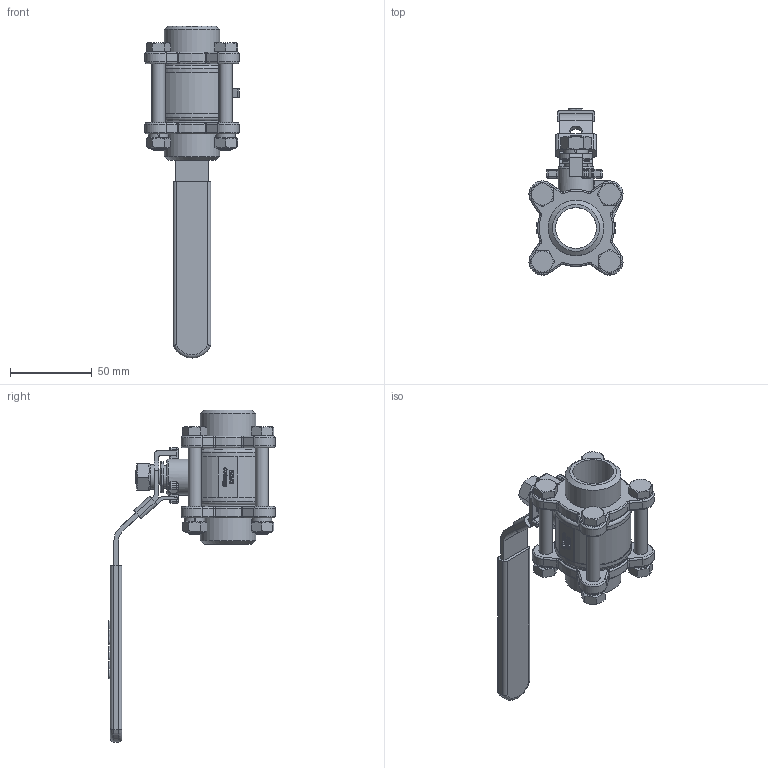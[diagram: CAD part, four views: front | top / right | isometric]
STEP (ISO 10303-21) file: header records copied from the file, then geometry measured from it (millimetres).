
FILE_DESCRIPTION(/* description */ ('791025'),/* implementation_level */ '2;1');
FILE_NAME(/* name */ '791025.stp',/* time_stamp */ '2019-10-02T13:23:30+02:00',/* author */ ('jmorand'),/* organization */ ('Sferaco'),/* preprocessor_version */ 'ST-DEVELOPER v18',/* originating_system */ 'Autodesk Inventor 2020',/* authorisation */ '');
FILE_SCHEMA (('AUTOMOTIVE_DESIGN { 1 0 10303 214 3 1 1 }'));
Length unit declared in the file: millimetre
Products named in the file (1): 791025C_ens_Shrinkwrap_1
Bounding box: 57.5 x 101.75 x 203 mm (x, y, z)
Volume: 133800.1 mm3; surface area: 67899.9 mm2
Topology: 22 solids, 22 shells, 1110 faces, 2801 edges, 1789 vertices
Faces by surface type: plane 471, bspline 289, cylinder 196, torus 86, cone 52, sphere 16
Full cylindrical faces by diameter (mm): 6.647 x4, 7.5 x1, 8 x4, 8.376 x1, 8.5 x9, 10 x2, 13 x4, 14 x2, 22 x1, 25 x3, 34 x2, 44 x2, 47 x2
Entity records: 37183 total; most frequent: CARTESIAN_POINT 11201, ORIENTED_EDGE 5602, DIRECTION 4340, EDGE_CURVE 2801, VERTEX_POINT 1789, AXIS2_PLACEMENT_3D 1459, LINE 1422, VECTOR 1422
